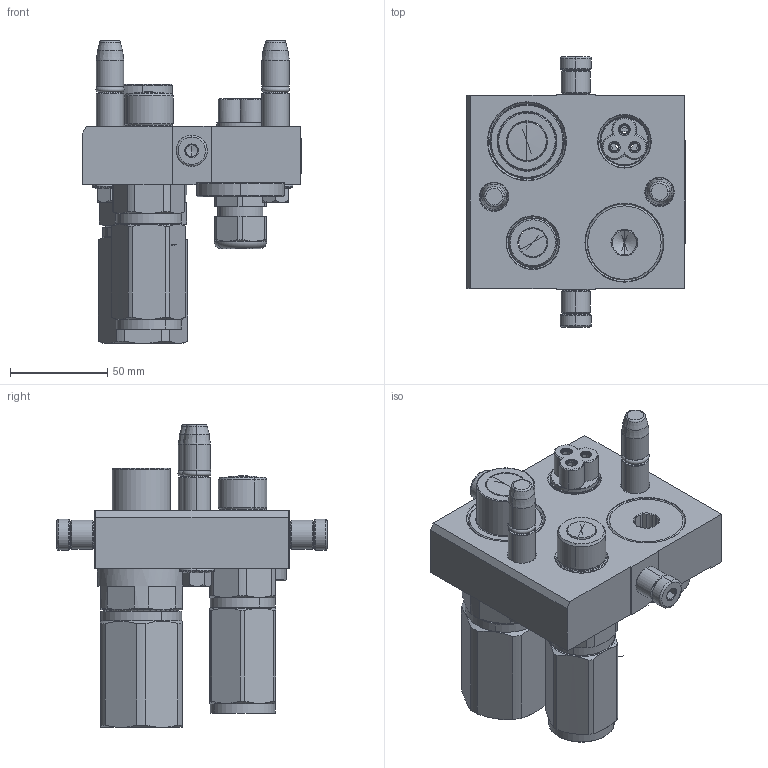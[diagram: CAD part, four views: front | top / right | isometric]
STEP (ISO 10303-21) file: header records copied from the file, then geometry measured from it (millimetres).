
FILE_DESCRIPTION (( 'STEP AP214' ), '1' );
FILE_NAME ('FASTER.step', '2024-02-28T14:25:49', ( '' ), ( '' ), 'SwSTEP 2.0', 'SolidWorks 2017', '' );
FILE_SCHEMA (( 'AUTOMOTIVE_DESIGN' ));
Length unit declared in the file: millimetre
Products named in the file (17): 4830_010_0000_032; conn_3p_m; TAPPO_34; 4830_021_0000_000; P510_M_BASE; 3ffnp34_gas_m; 4830_044_0000_000; 4830_028_1000_011; 1540_080_0008_000; FASTER; or2_62x9_19_m; et002; 3ffnp12-34g_m; corpospel08-3m; 4830_013_3000_030
Assembly tree (23 placements, depth 3):
  FASTER
    P510_M_BASE
      4830_010_0000_032
      4830_013_3000_030  x2
      4830_028_1000_011  x2
      4830_021_0000_000  x2
      1540_080_0008_000  x2
      or2_62x9_19_m  x2
    3ffnp34_gas_m
      3ffnp34_gas_m
    3ffnp12-34g_m
      3ffnp12-34g_m
    conn_3p_m
      4830_044_0000_000  x3
      corpospel08-3m
    TAPPO_34
    et002
Bounding box: 112.3 x 138.6 x 155.35 mm (x, y, z)
Volume: 46024.5 mm3; surface area: 130676.1 mm2
Topology: 6 solids, 54 shells, 1962 faces, 5579 edges, 3684 vertices
Faces by surface type: plane 1088, cylinder 391, cone 310, torus 111, bspline 56, sphere 6
Entity records: 71422 total; most frequent: CARTESIAN_POINT 19025, ORIENTED_EDGE 9238, DIRECTION 8678, EDGE_CURVE 5017, VERTEX_POINT 3352, VECTOR 3156, LINE 3156, AXIS2_PLACEMENT_3D 2761
